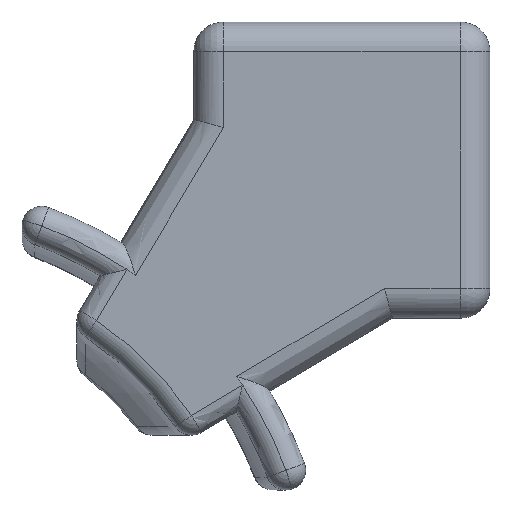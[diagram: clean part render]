
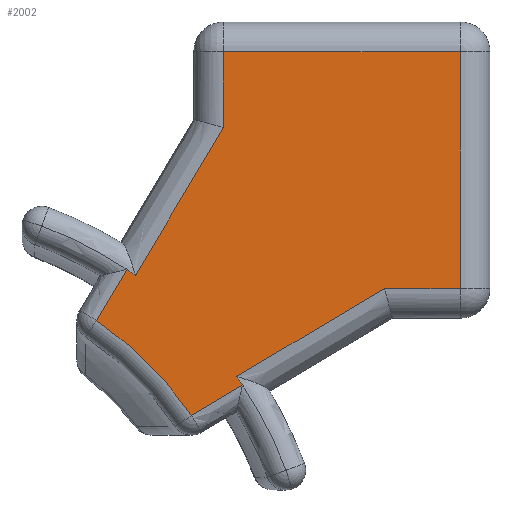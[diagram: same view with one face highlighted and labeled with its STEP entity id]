
A CAD part, left-side view. The second image highlights one B-rep face of the part: STEP entity #2002.
In plain terms, the highlighted planar face has unit normal (-1, 0, 0).
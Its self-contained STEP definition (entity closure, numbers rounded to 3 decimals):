
#30 = CARTESIAN_POINT ( 'NONE',  ( 0., 0., 0. ) ) ;
#40 = CARTESIAN_POINT ( 'NONE',  ( 0., -28.5, 28.5 ) ) ;
#46 = ORIENTED_EDGE ( 'NONE', *, *, #1867, .T. ) ;
#67 = VERTEX_POINT ( 'NONE', #285 ) ;
#79 = VECTOR ( 'NONE', #1129, 1000. ) ;
#95 = CARTESIAN_POINT ( 'NONE',  ( 0., -17.173, 12.045 ) ) ;
#100 = ORIENTED_EDGE ( 'NONE', *, *, #2943, .T. ) ;
#115 = CARTESIAN_POINT ( 'NONE',  ( 0., -22.472, 15.201 ) ) ;
#128 = EDGE_CURVE ( 'NONE', #1482, #1578, #2269, .T. ) ;
#155 = VERTEX_POINT ( 'NONE', #2466 ) ;
#262 = CARTESIAN_POINT ( 'NONE',  ( 0., -17.173, 12.045 ) ) ;
#285 = CARTESIAN_POINT ( 'NONE',  ( 0., -16.5, 24.652 ) ) ;
#311 = LINE ( 'NONE', #2518, #3485 ) ;
#579 = DIRECTION ( 'NONE',  ( 1., 0., 0. ) ) ;
#580 = EDGE_CURVE ( 'NONE', #2791, #861, #636, .T. ) ;
#585 = DIRECTION ( 'NONE',  ( 0., 0., -1. ) ) ;
#590 = EDGE_LOOP ( 'NONE', ( #910, #1458, #46, #3296, #2045, #2258, #100, #2320, #3407, #907, #2830 ) ) ;
#609 = DIRECTION ( 'NONE',  ( -1., 0., 0. ) ) ;
#626 = CARTESIAN_POINT ( 'NONE',  ( 0., -13.446, 19.528 ) ) ;
#636 = B_SPLINE_CURVE_WITH_KNOTS ( 'NONE', 3,
 ( #95, #1201, #923, #2318, #2057, #2894, #115, #2027, #1490, #1525 ),
 .UNSPECIFIED., .F., .F.,
 ( 4, 3, 3, 4 ),
 ( -0.001, 0., 0.005, 0.008 ),
 .UNSPECIFIED. ) ;
#680 = VERTEX_POINT ( 'NONE', #1059 ) ;
#697 = CARTESIAN_POINT ( 'NONE',  ( 0., -12.045, 17.173 ) ) ;
#726 = CARTESIAN_POINT ( 'NONE',  ( 0., -12.045, 17.173 ) ) ;
#754 = CARTESIAN_POINT ( 'NONE',  ( 0., -14.883, 10.075 ) ) ;
#761 = CARTESIAN_POINT ( 'NONE',  ( 0., -10.265, 15.201 ) ) ;
#789 = EDGE_CURVE ( 'NONE', #2077, #680, #2965, .T. ) ;
#798 = CARTESIAN_POINT ( 'NONE',  ( 0., -10.17, 15.042 ) ) ;
#807 = AXIS2_PLACEMENT_3D ( 'NONE', #30, #579, #2472 ) ;
#830 = CARTESIAN_POINT ( 'NONE',  ( 0., -15.201, 10.265 ) ) ;
#849 = AXIS2_PLACEMENT_3D ( 'NONE', #2115, #2464, #1591 ) ;
#861 = VERTEX_POINT ( 'NONE', #2055 ) ;
#897 = CARTESIAN_POINT ( 'NONE',  ( 0., -28.5, 16.5 ) ) ;
#907 = ORIENTED_EDGE ( 'NONE', *, *, #3205, .T. ) ;
#910 = ORIENTED_EDGE ( 'NONE', *, *, #2501, .T. ) ;
#923 = CARTESIAN_POINT ( 'NONE',  ( 0., -17.761, 12.395 ) ) ;
#958 = CARTESIAN_POINT ( 'NONE',  ( 0., -14.323, 21. ) ) ;
#1033 = VERTEX_POINT ( 'NONE', #726 ) ;
#1059 = CARTESIAN_POINT ( 'NONE',  ( 0., -17.467, 11.616 ) ) ;
#1122 = CARTESIAN_POINT ( 'NONE',  ( 0., -15., 28.5 ) ) ;
#1129 = DIRECTION ( 'NONE',  ( 0., 0., 1. ) ) ;
#1130 = CARTESIAN_POINT ( 'NONE',  ( 0., -14.883, 10.075 ) ) ;
#1133 = CARTESIAN_POINT ( 'NONE',  ( 0., -15.634, 23.199 ) ) ;
#1201 = CARTESIAN_POINT ( 'NONE',  ( 0., -17.467, 12.22 ) ) ;
#1215 = DIRECTION ( 'NONE',  ( 0., -1., 0. ) ) ;
#1289 = CARTESIAN_POINT ( 'NONE',  ( 0., -10.075, 14.883 ) ) ;
#1308 = DIRECTION ( 'NONE',  ( 0., 0., -1. ) ) ;
#1329 = FACE_OUTER_BOUND ( 'NONE', #590, .T. ) ;
#1389 = CARTESIAN_POINT ( 'NONE',  ( 0., 0., 0. ) ) ;
#1405 = CARTESIAN_POINT ( 'NONE',  ( 0., -16.5, 24.652 ) ) ;
#1444 = EDGE_CURVE ( 'NONE', #155, #1455, #3424, .T. ) ;
#1455 = VERTEX_POINT ( 'NONE', #2743 ) ;
#1458 = ORIENTED_EDGE ( 'NONE', *, *, #580, .T. ) ;
#1467 = LINE ( 'NONE', #897, #2157 ) ;
#1482 = VERTEX_POINT ( 'NONE', #40 ) ;
#1490 = CARTESIAN_POINT ( 'NONE',  ( 0., -23.925, 16.067 ) ) ;
#1495 = VECTOR ( 'NONE', #3353, 1000. ) ;
#1525 = CARTESIAN_POINT ( 'NONE',  ( 0., -24.652, 16.5 ) ) ;
#1578 = VERTEX_POINT ( 'NONE', #3290 ) ;
#1591 = DIRECTION ( 'NONE',  ( 0., 0., -1. ) ) ;
#1618 = CARTESIAN_POINT ( 'NONE',  ( 0., -16.063, 10.778 ) ) ;
#1650 = CARTESIAN_POINT ( 'NONE',  ( 0., -15.042, 10.17 ) ) ;
#1678 = DIRECTION ( 'NONE',  ( 0., 0., -1. ) ) ;
#1797 = EDGE_CURVE ( 'NONE', #1578, #67, #311, .T. ) ;
#1842 = AXIS2_PLACEMENT_3D ( 'NONE', #1389, #609, #1678 ) ;
#1867 = EDGE_CURVE ( 'NONE', #861, #3358, #1467, .T. ) ;
#2001 = CARTESIAN_POINT ( 'NONE',  ( 0., -28.5, 16.5 ) ) ;
#2002 = ADVANCED_FACE ( 'NONE', ( #1329 ), #3500, .F. ) ;
#2027 = CARTESIAN_POINT ( 'NONE',  ( 0., -23.199, 15.634 ) ) ;
#2045 = ORIENTED_EDGE ( 'NONE', *, *, #128, .T. ) ;
#2055 = CARTESIAN_POINT ( 'NONE',  ( 0., -24.652, 16.5 ) ) ;
#2056 = CARTESIAN_POINT ( 'NONE',  ( 0., -12.22, 17.467 ) ) ;
#2057 = CARTESIAN_POINT ( 'NONE',  ( 0., -19.528, 13.446 ) ) ;
#2073 = CARTESIAN_POINT ( 'NONE',  ( 0., -12.395, 17.761 ) ) ;
#2077 = VERTEX_POINT ( 'NONE', #754 ) ;
#2115 = CARTESIAN_POINT ( 'NONE',  ( 0., 0., 0. ) ) ;
#2157 = VECTOR ( 'NONE', #1215, 1000. ) ;
#2170 = CARTESIAN_POINT ( 'NONE',  ( 0., -11.616, 17.467 ) ) ;
#2219 = CARTESIAN_POINT ( 'NONE',  ( 0., -15.361, 10.36 ) ) ;
#2222 = CARTESIAN_POINT ( 'NONE',  ( 0., -15.201, 22.472 ) ) ;
#2258 = ORIENTED_EDGE ( 'NONE', *, *, #1797, .T. ) ;
#2269 = LINE ( 'NONE', #1122, #1495 ) ;
#2318 = CARTESIAN_POINT ( 'NONE',  ( 0., -18.055, 12.57 ) ) ;
#2320 = ORIENTED_EDGE ( 'NONE', *, *, #2348, .T. ) ;
#2348 = EDGE_CURVE ( 'NONE', #1033, #155, #2529, .T. ) ;
#2409 = CARTESIAN_POINT ( 'NONE',  ( 0., -11.197, 16.765 ) ) ;
#2450 = DIRECTION ( 'NONE',  ( 1., 0., 0. ) ) ;
#2464 = DIRECTION ( 'NONE',  ( -1., 0., 0. ) ) ;
#2466 = CARTESIAN_POINT ( 'NONE',  ( 0., -11.616, 17.467 ) ) ;
#2472 = DIRECTION ( 'NONE',  ( 0., 0., -1. ) ) ;
#2497 = CARTESIAN_POINT ( 'NONE',  ( 0., -16.067, 23.925 ) ) ;
#2501 = EDGE_CURVE ( 'NONE', #680, #2791, #3319, .T. ) ;
#2514 = LINE ( 'NONE', #3004, #79 ) ;
#2518 = CARTESIAN_POINT ( 'NONE',  ( 0., -16.5, 25.111 ) ) ;
#2529 = CIRCLE ( 'NONE', #849, 20.976 ) ;
#2640 = CARTESIAN_POINT ( 'NONE',  ( 0., -12.57, 18.055 ) ) ;
#2743 = CARTESIAN_POINT ( 'NONE',  ( 0., -10.075, 14.883 ) ) ;
#2791 = VERTEX_POINT ( 'NONE', #262 ) ;
#2830 = ORIENTED_EDGE ( 'NONE', *, *, #789, .T. ) ;
#2894 = CARTESIAN_POINT ( 'NONE',  ( 0., -21., 14.323 ) ) ;
#2943 = EDGE_CURVE ( 'NONE', #67, #1033, #3420, .T. ) ;
#2945 = CARTESIAN_POINT ( 'NONE',  ( 0., -10.36, 15.361 ) ) ;
#2965 = B_SPLINE_CURVE_WITH_KNOTS ( 'NONE', 3,
 ( #1130, #1650, #830, #2219, #1618, #3557, #3318 ),
 .UNSPECIFIED., .F., .F.,
 ( 4, 3, 4 ),
 ( 0., 0.001, 0.003 ),
 .UNSPECIFIED. ) ;
#3004 = CARTESIAN_POINT ( 'NONE',  ( 0., -28.5, 30. ) ) ;
#3092 = AXIS2_PLACEMENT_3D ( 'NONE', #3263, #2450, #1308 ) ;
#3141 = EDGE_CURVE ( 'NONE', #3358, #1482, #2514, .T. ) ;
#3205 = EDGE_CURVE ( 'NONE', #1455, #2077, #3464, .T. ) ;
#3263 = CARTESIAN_POINT ( 'NONE',  ( 0., 0., 0. ) ) ;
#3273 = CARTESIAN_POINT ( 'NONE',  ( 0., -10.778, 16.063 ) ) ;
#3290 = CARTESIAN_POINT ( 'NONE',  ( 0., -16.5, 28.5 ) ) ;
#3296 = ORIENTED_EDGE ( 'NONE', *, *, #3141, .T. ) ;
#3318 = CARTESIAN_POINT ( 'NONE',  ( 0., -17.467, 11.616 ) ) ;
#3319 = CIRCLE ( 'NONE', #1842, 20.976 ) ;
#3353 = DIRECTION ( 'NONE',  ( 0., 1., 0. ) ) ;
#3358 = VERTEX_POINT ( 'NONE', #2001 ) ;
#3407 = ORIENTED_EDGE ( 'NONE', *, *, #1444, .T. ) ;
#3420 = B_SPLINE_CURVE_WITH_KNOTS ( 'NONE', 3,
 ( #1405, #2497, #1133, #2222, #958, #626, #2640, #2073, #2056, #697 ),
 .UNSPECIFIED., .F., .F.,
 ( 4, 3, 3, 4 ),
 ( 0., 0.003, 0.008, 0.009 ),
 .UNSPECIFIED. ) ;
#3424 = B_SPLINE_CURVE_WITH_KNOTS ( 'NONE', 3,
 ( #2170, #2409, #3273, #2945, #761, #798, #1289 ),
 .UNSPECIFIED., .F., .F.,
 ( 4, 3, 4 ),
 ( 0., 0.002, 0.003 ),
 .UNSPECIFIED. ) ;
#3464 = CIRCLE ( 'NONE', #807, 17.972 ) ;
#3485 = VECTOR ( 'NONE', #585, 1000. ) ;
#3500 = PLANE ( 'NONE',  #3092 ) ;
#3557 = CARTESIAN_POINT ( 'NONE',  ( 0., -16.765, 11.197 ) ) ;
